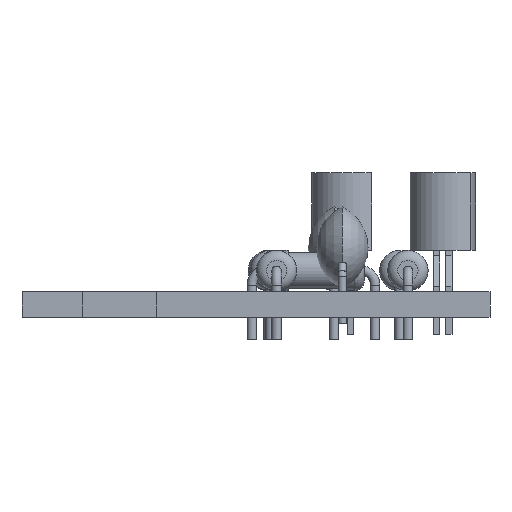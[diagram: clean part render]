
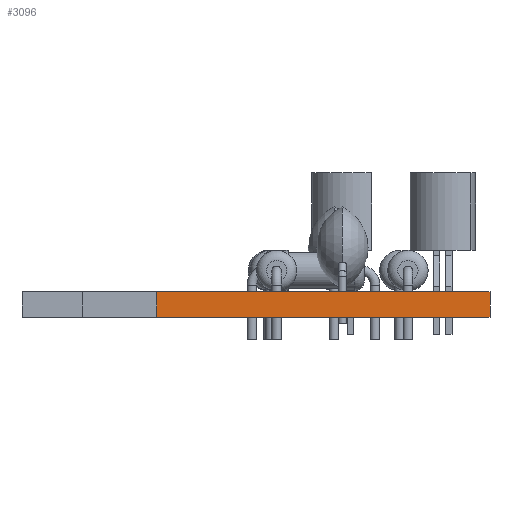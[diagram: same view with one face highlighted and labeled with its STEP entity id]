
A CAD part, front view. The second image highlights one B-rep face of the part: STEP entity #3096.
In plain terms, the highlighted planar face has unit normal (0, -1, 0).
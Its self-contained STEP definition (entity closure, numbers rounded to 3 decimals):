
#2270 = VERTEX_POINT('',#2271);
#2271 = CARTESIAN_POINT('',(151.384,-124.3,0.));
#2277 = EDGE_CURVE('',#2270,#2278,#2280,.T.);
#2278 = VERTEX_POINT('',#2279);
#2279 = CARTESIAN_POINT('',(130.775,-124.3,0.));
#2280 = LINE('',#2281,#2282);
#2281 = CARTESIAN_POINT('',(151.384,-124.3,0.));
#2282 = VECTOR('',#2283,1.);
#2283 = DIRECTION('',(-1.,0.,0.));
#2648 = VERTEX_POINT('',#2649);
#2649 = CARTESIAN_POINT('',(151.384,-124.3,1.6));
#2655 = EDGE_CURVE('',#2648,#2656,#2658,.T.);
#2656 = VERTEX_POINT('',#2657);
#2657 = CARTESIAN_POINT('',(130.775,-124.3,1.6));
#2658 = LINE('',#2659,#2660);
#2659 = CARTESIAN_POINT('',(151.384,-124.3,1.6));
#2660 = VECTOR('',#2661,1.);
#2661 = DIRECTION('',(-1.,0.,0.));
#3068 = EDGE_CURVE('',#2270,#2648,#3069,.T.);
#3069 = LINE('',#3070,#3071);
#3070 = CARTESIAN_POINT('',(151.384,-124.3,0.));
#3071 = VECTOR('',#3072,1.);
#3072 = DIRECTION('',(0.,0.,1.));
#3096 = ADVANCED_FACE('',(#3097),#3108,.T.);
#3097 = FACE_BOUND('',#3098,.T.);
#3098 = EDGE_LOOP('',(#3099,#3100,#3101,#3107));
#3099 = ORIENTED_EDGE('',*,*,#3068,.T.);
#3100 = ORIENTED_EDGE('',*,*,#2655,.T.);
#3101 = ORIENTED_EDGE('',*,*,#3102,.F.);
#3102 = EDGE_CURVE('',#2278,#2656,#3103,.T.);
#3103 = LINE('',#3104,#3105);
#3104 = CARTESIAN_POINT('',(130.775,-124.3,0.));
#3105 = VECTOR('',#3106,1.);
#3106 = DIRECTION('',(0.,0.,1.));
#3107 = ORIENTED_EDGE('',*,*,#2277,.F.);
#3108 = PLANE('',#3109);
#3109 = AXIS2_PLACEMENT_3D('',#3110,#3111,#3112);
#3110 = CARTESIAN_POINT('',(151.384,-124.3,0.));
#3111 = DIRECTION('',(0.,-1.,0.));
#3112 = DIRECTION('',(-1.,0.,0.));
